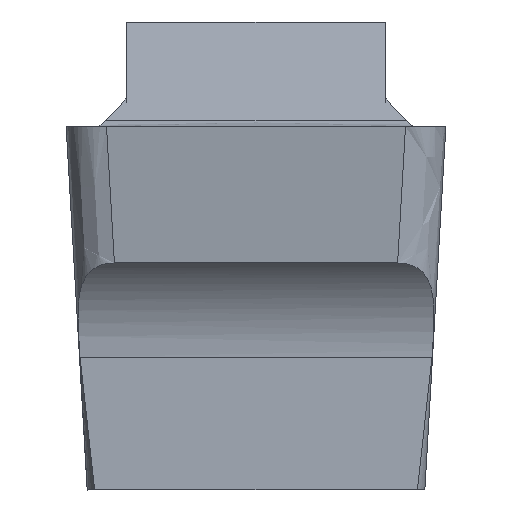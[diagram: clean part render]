
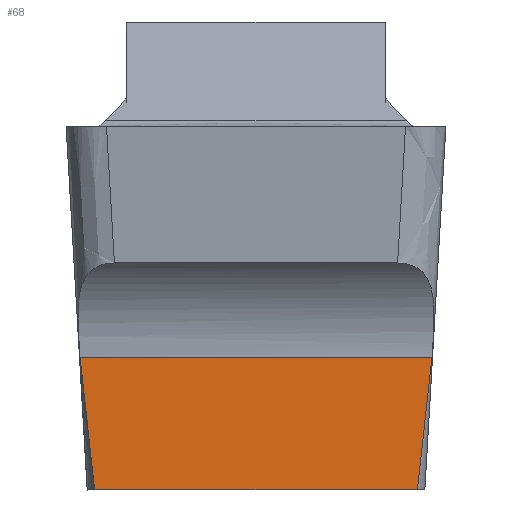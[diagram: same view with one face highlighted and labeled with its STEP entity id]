
A CAD part, front view. The second image highlights one B-rep face of the part: STEP entity #68.
In plain terms, the highlighted planar face has unit normal (0, -1, 0).
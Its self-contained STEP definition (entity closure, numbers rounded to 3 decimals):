
#47=B_SPLINE_CURVE_WITH_KNOTS('',3,(#851,#852,#853,#854,#855,#856,#857),
 .UNSPECIFIED.,.F.,.F.,(4,3,4),(0.,0.596,1.),.UNSPECIFIED.);
#48=B_SPLINE_CURVE_WITH_KNOTS('',3,(#861,#862,#863,#864,#865,#866,#867),
 .UNSPECIFIED.,.F.,.F.,(4,3,4),(0.,0.602,1.),.UNSPECIFIED.);
#68=ADVANCED_FACE('SIDE_IB_1_SU3',(#116),#95,.F.);
#95=PLANE('',#599);
#116=FACE_OUTER_BOUND('',#144,.T.);
#144=EDGE_LOOP('',(#193,#194,#195,#196));
#193=ORIENTED_EDGE('',*,*,#399,.F.);
#194=ORIENTED_EDGE('',*,*,#400,.F.);
#195=ORIENTED_EDGE('',*,*,#401,.F.);
#196=ORIENTED_EDGE('',*,*,#385,.F.);
#333=VERTEX_POINT('',#764);
#334=VERTEX_POINT('',#766);
#345=VERTEX_POINT('',#858);
#346=VERTEX_POINT('',#860);
#385=EDGE_CURVE('',#333,#334,#461,.T.);
#399=EDGE_CURVE('',#345,#333,#47,.T.);
#400=EDGE_CURVE('',#346,#345,#469,.T.);
#401=EDGE_CURVE('',#334,#346,#48,.T.);
#461=LINE('',#765,#511);
#469=LINE('',#859,#519);
#511=VECTOR('',#630,1.);
#519=VECTOR('',#644,1.);
#599=AXIS2_PLACEMENT_3D('',#868,#645,#646);
#630=DIRECTION('',(-1.,0.,0.));
#644=DIRECTION('',(1.,0.,0.));
#645=DIRECTION('',(0.,1.,0.));
#646=DIRECTION('',(0.,0.,1.));
#764=CARTESIAN_POINT('',(1.997,-12.293,-4.495));
#765=CARTESIAN_POINT('',(-1.92,-12.293,-4.495));
#766=CARTESIAN_POINT('',(-1.997,-12.293,-4.495));
#851=CARTESIAN_POINT('',(2.177,-12.293,-2.851));
#852=CARTESIAN_POINT('',(2.151,-12.293,-3.178));
#853=CARTESIAN_POINT('',(2.12,-12.293,-3.505));
#854=CARTESIAN_POINT('',(2.082,-12.293,-3.832));
#855=CARTESIAN_POINT('',(2.057,-12.293,-4.054));
#856=CARTESIAN_POINT('',(2.029,-12.293,-4.275));
#857=CARTESIAN_POINT('',(1.997,-12.293,-4.495));
#858=CARTESIAN_POINT('',(2.177,-12.293,-2.851));
#859=CARTESIAN_POINT('',(5.,-12.293,-2.851));
#860=CARTESIAN_POINT('',(-2.177,-12.293,-2.851));
#861=CARTESIAN_POINT('',(-1.997,-12.293,-4.495));
#862=CARTESIAN_POINT('',(-2.045,-12.293,-4.167));
#863=CARTESIAN_POINT('',(-2.084,-12.293,-3.837));
#864=CARTESIAN_POINT('',(-2.118,-12.293,-3.507));
#865=CARTESIAN_POINT('',(-2.14,-12.293,-3.288));
#866=CARTESIAN_POINT('',(-2.16,-12.293,-3.07));
#867=CARTESIAN_POINT('',(-2.177,-12.293,-2.851));
#868=CARTESIAN_POINT('',(-1.92,-12.293,-5.995));
